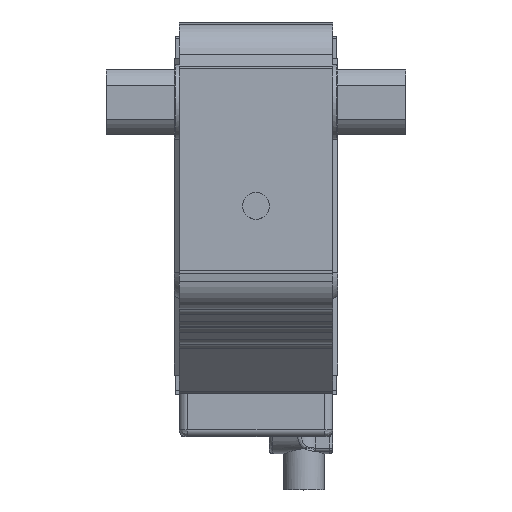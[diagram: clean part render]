
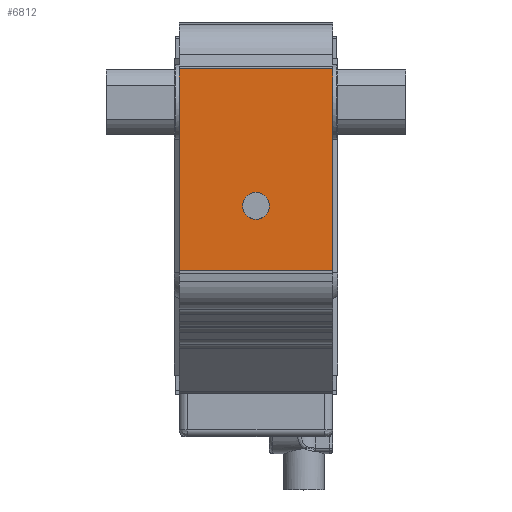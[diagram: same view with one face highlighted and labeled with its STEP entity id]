
A CAD part, top view. The second image highlights one B-rep face of the part: STEP entity #6812.
In plain terms, the highlighted planar face has unit normal (0, 0, 1).
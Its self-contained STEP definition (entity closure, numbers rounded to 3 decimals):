
#541=LINE('',#11128,#1116);
#561=LINE('',#11194,#1136);
#562=LINE('',#11198,#1137);
#563=LINE('',#11199,#1138);
#1116=VECTOR('',#8983,10.);
#1136=VECTOR('',#9045,10.);
#1137=VECTOR('',#9050,10.);
#1138=VECTOR('',#9051,10.);
#1461=PLANE('',#7492);
#1637=FACE_BOUND('',#2332,.T.);
#1874=FACE_OUTER_BOUND('',#2331,.T.);
#2331=EDGE_LOOP('',(#5753,#5754,#5755,#5756));
#2332=EDGE_LOOP('',(#5757));
#2753=CIRCLE('',#7401,3.95);
#3292=VERTEX_POINT('',#10843);
#3384=VERTEX_POINT('',#11125);
#3385=VERTEX_POINT('',#11127);
#3410=VERTEX_POINT('',#11193);
#3411=VERTEX_POINT('',#11197);
#4084=EDGE_CURVE('',#3292,#3292,#2753,.T.);
#4219=EDGE_CURVE('',#3385,#3384,#541,.T.);
#4251=EDGE_CURVE('',#3385,#3410,#561,.T.);
#4253=EDGE_CURVE('',#3384,#3411,#562,.T.);
#4254=EDGE_CURVE('',#3411,#3410,#563,.T.);
#5753=ORIENTED_EDGE('',*,*,#4219,.T.);
#5754=ORIENTED_EDGE('',*,*,#4253,.T.);
#5755=ORIENTED_EDGE('',*,*,#4254,.T.);
#5756=ORIENTED_EDGE('',*,*,#4251,.F.);
#5757=ORIENTED_EDGE('',*,*,#4084,.T.);
#6812=ADVANCED_FACE('',(#1874,#1637),#1461,.T.);
#7401=AXIS2_PLACEMENT_3D('',#10844,#8744,#8745);
#7492=AXIS2_PLACEMENT_3D('',#11196,#9048,#9049);
#8744=DIRECTION('center_axis',(0.,0.,-1.));
#8745=DIRECTION('ref_axis',(-1.,0.,0.));
#8983=DIRECTION('',(0.,1.,0.));
#9045=DIRECTION('',(-1.,0.,0.));
#9048=DIRECTION('center_axis',(0.,0.,1.));
#9049=DIRECTION('ref_axis',(0.,-1.,0.));
#9050=DIRECTION('',(-1.,0.,0.));
#9051=DIRECTION('',(0.,-1.,0.));
#10843=CARTESIAN_POINT('',(3.95,-30.5,51.5));
#10844=CARTESIAN_POINT('Origin',(0.,-30.5,51.5));
#11125=CARTESIAN_POINT('',(22.5,9.689,51.5));
#11127=CARTESIAN_POINT('',(22.5,-49.563,51.5));
#11128=CARTESIAN_POINT('',(22.5,4.845,51.5));
#11193=CARTESIAN_POINT('',(-22.5,-49.563,51.5));
#11194=CARTESIAN_POINT('',(0.,-49.563,51.5));
#11196=CARTESIAN_POINT('Origin',(0.,9.689,51.5));
#11197=CARTESIAN_POINT('',(-22.5,9.689,51.5));
#11198=CARTESIAN_POINT('',(0.,9.689,51.5));
#11199=CARTESIAN_POINT('',(-22.5,4.845,51.5));
